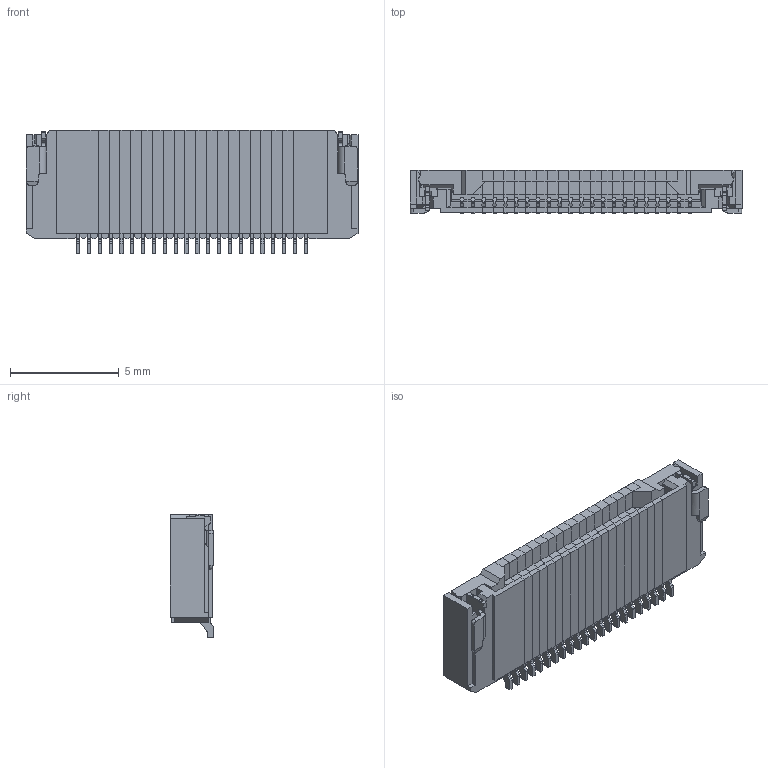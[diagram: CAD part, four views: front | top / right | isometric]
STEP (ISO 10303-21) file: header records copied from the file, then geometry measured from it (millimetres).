
FILE_DESCRIPTION (( 'STEP AP214' ), '1' );
FILE_NAME ('reoriented-F305-1A7H1-21022-E100.STEP', '2023-09-26T08:40:56', ( '' ), ( '' ), 'SwSTEP 2.0', 'SolidWorks 2021', '' );
FILE_SCHEMA (( 'AUTOMOTIVE_DESIGN' ));
Length unit declared in the file: millimetre
Products named in the file (5): F305_R.STEP; F305_L.STEP; F305-1A7H1-21022-E100.STEP; reoriented-F305-1A7H1-21022-E100; F305_M.STEP
Assembly tree (21 placements, depth 3):
  reoriented-F305-1A7H1-21022-E100
    F305-1A7H1-21022-E100.STEP
      F305_L.STEP
      F305_M.STEP  x18
      F305_R.STEP
Bounding box: 15.3 x 2 x 5.7 mm (x, y, z)
Volume: 97.8 mm3; surface area: 758.8 mm2
Topology: 20 solids, 20 shells, 3165 faces, 9178 edges, 6075 vertices
Faces by surface type: plane 2384, cylinder 781
Entity records: 32119 total; most frequent: CARTESIAN_POINT 6150, ORIENTED_EDGE 5606, DIRECTION 5063, EDGE_CURVE 2803, VECTOR 2293, LINE 2293, VERTEX_POINT 1842, AXIS2_PLACEMENT_3D 1385
